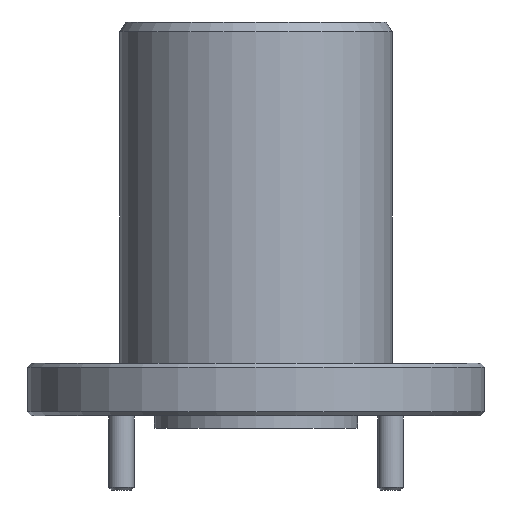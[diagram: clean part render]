
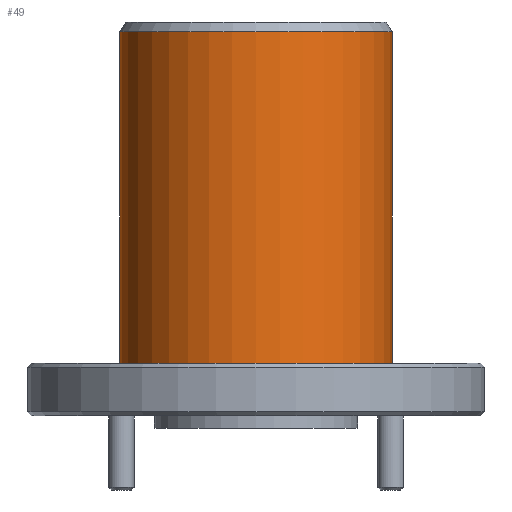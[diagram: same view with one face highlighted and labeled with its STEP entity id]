
A CAD part, front view. The second image highlights one B-rep face of the part: STEP entity #49.
In plain terms, the highlighted cylindrical face has radius 8.513 mm (diameter 17.026 mm), a partial arc.
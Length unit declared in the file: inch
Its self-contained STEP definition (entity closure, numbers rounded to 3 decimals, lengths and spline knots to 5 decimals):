
#28 = EDGE_CURVE ( 'NONE', #346, #176, #1111, .T. ) ;
#32 = ORIENTED_EDGE ( 'NONE', *, *, #28, .T. ) ;
#49 = ADVANCED_FACE ( 'NONE', ( #1875 ), #727, .T. ) ;
#53 = CARTESIAN_POINT ( 'NONE',  ( -0.33516, 0., 0.97569 ) ) ;
#139 = VERTEX_POINT ( 'NONE', #215 ) ;
#156 = DIRECTION ( 'NONE',  ( -1., 0., 0. ) ) ;
#176 = VERTEX_POINT ( 'NONE', #1354 ) ;
#191 = LINE ( 'NONE', #53, #357 ) ;
#215 = CARTESIAN_POINT ( 'NONE',  ( 0.33516, 0., 0.97569 ) ) ;
#228 = ORIENTED_EDGE ( 'NONE', *, *, #1730, .T. ) ;
#230 = EDGE_LOOP ( 'NONE', ( #473, #32, #1334, #228 ) ) ;
#324 = LINE ( 'NONE', #1368, #529 ) ;
#346 = VERTEX_POINT ( 'NONE', #1548 ) ;
#357 = VECTOR ( 'NONE', #1303, 39.37008 ) ;
#473 = ORIENTED_EDGE ( 'NONE', *, *, #1704, .F. ) ;
#529 = VECTOR ( 'NONE', #743, 39.37008 ) ;
#727 = CYLINDRICAL_SURFACE ( 'NONE', #1694, 0.33516 ) ;
#743 = DIRECTION ( 'NONE',  ( 0., 0., 1. ) ) ;
#834 = DIRECTION ( 'NONE',  ( -1., 0., 0. ) ) ;
#966 = EDGE_CURVE ( 'NONE', #176, #139, #324, .T. ) ;
#981 = CARTESIAN_POINT ( 'NONE',  ( 0., 0., 0.97569 ) ) ;
#1111 = CIRCLE ( 'NONE', #1589, 0.33516 ) ;
#1238 = CARTESIAN_POINT ( 'NONE',  ( 0., 0., 0.16 ) ) ;
#1303 = DIRECTION ( 'NONE',  ( 0., 0., 1. ) ) ;
#1334 = ORIENTED_EDGE ( 'NONE', *, *, #966, .T. ) ;
#1354 = CARTESIAN_POINT ( 'NONE',  ( 0.33516, 0., 0.16 ) ) ;
#1368 = CARTESIAN_POINT ( 'NONE',  ( 0.33516, 0., 0.97569 ) ) ;
#1447 = DIRECTION ( 'NONE',  ( 0., 0., 1. ) ) ;
#1463 = CARTESIAN_POINT ( 'NONE',  ( 0., 0., 0.97569 ) ) ;
#1548 = CARTESIAN_POINT ( 'NONE',  ( -0.33516, 0., 0.16 ) ) ;
#1567 = CIRCLE ( 'NONE', #1944, 0.33516 ) ;
#1589 = AXIS2_PLACEMENT_3D ( 'NONE', #1238, #1596, #156 ) ;
#1596 = DIRECTION ( 'NONE',  ( 0., 0., 1. ) ) ;
#1694 = AXIS2_PLACEMENT_3D ( 'NONE', #981, #1447, #1928 ) ;
#1704 = EDGE_CURVE ( 'NONE', #346, #1814, #191, .T. ) ;
#1730 = EDGE_CURVE ( 'NONE', #139, #1814, #1567, .T. ) ;
#1785 = DIRECTION ( 'NONE',  ( 0., 0., -1. ) ) ;
#1814 = VERTEX_POINT ( 'NONE', #1859 ) ;
#1859 = CARTESIAN_POINT ( 'NONE',  ( -0.33516, 0., 0.97569 ) ) ;
#1875 = FACE_OUTER_BOUND ( 'NONE', #230, .T. ) ;
#1928 = DIRECTION ( 'NONE',  ( 1., 0., 0. ) ) ;
#1944 = AXIS2_PLACEMENT_3D ( 'NONE', #1463, #1785, #834 ) ;
